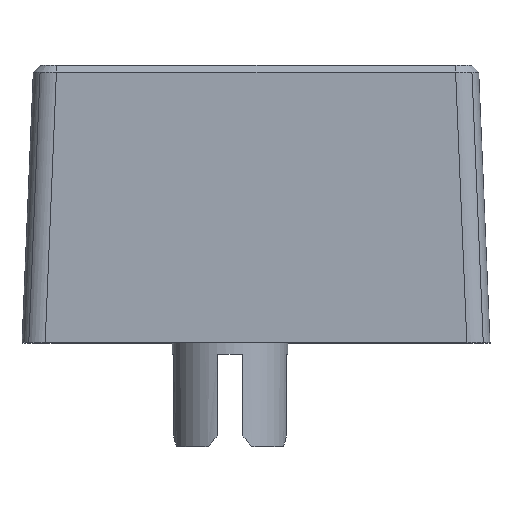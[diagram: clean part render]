
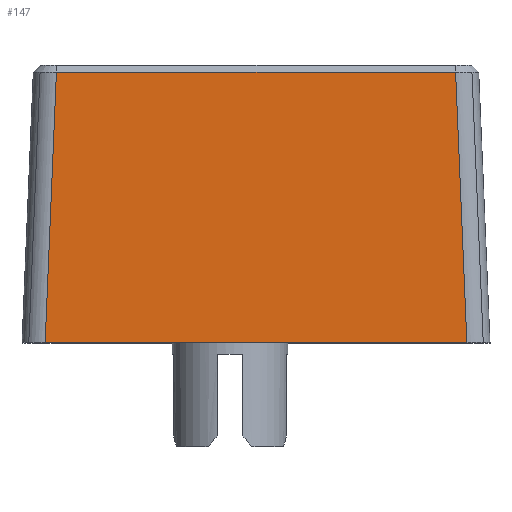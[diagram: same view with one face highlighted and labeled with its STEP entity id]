
A CAD part, top view. The second image highlights one B-rep face of the part: STEP entity #147.
In plain terms, the highlighted planar face has unit normal (0, 0, 1).
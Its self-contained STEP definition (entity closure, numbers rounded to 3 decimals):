
#147=ADVANCED_FACE('',(#311),#312,.F.);
#311=FACE_OUTER_BOUND('',#815,.T.);
#312=PLANE('',#816);
#815=EDGE_LOOP('',(#1589,#1590,#1591,#1592,#1593,#1594));
#816=AXIS2_PLACEMENT_3D('',#1595,#1596,#1597);
#1589=ORIENTED_EDGE('',*,*,#1893,.F.);
#1590=ORIENTED_EDGE('',*,*,#1755,.F.);
#1591=ORIENTED_EDGE('',*,*,#1966,.F.);
#1592=ORIENTED_EDGE('',*,*,#1967,.F.);
#1593=ORIENTED_EDGE('',*,*,#1884,.F.);
#1594=ORIENTED_EDGE('',*,*,#1881,.F.);
#1595=CARTESIAN_POINT('',(10.125,0.0,9.0));
#1596=DIRECTION('',(0.,0.,-1.));
#1597=DIRECTION('',(0.0,-1.,0.));
#1755=EDGE_CURVE('',#2004,#2006,#2007,.T.);
#1881=EDGE_CURVE('',#2224,#2226,#2227,.T.);
#1884=EDGE_CURVE('',#2226,#2219,#2231,.T.);
#1893=EDGE_CURVE('',#2006,#2224,#2245,.T.);
#1966=EDGE_CURVE('',#2357,#2004,#2358,.T.);
#1967=EDGE_CURVE('',#2219,#2357,#2359,.T.);
#2004=VERTEX_POINT('',#2413);
#2006=VERTEX_POINT('',#2415);
#2007=LINE('',#2416,#2417);
#2219=VERTEX_POINT('',#2717);
#2224=VERTEX_POINT('',#2727);
#2226=VERTEX_POINT('',#2730);
#2227=LINE('',#2731,#2732);
#2231=LINE('',#2738,#2739);
#2245=LINE('',#2762,#2763);
#2357=VERTEX_POINT('',#2986);
#2358=LINE('',#2987,#2988);
#2359=LINE('',#2989,#2990);
#2413=CARTESIAN_POINT('',(-9.124,0.0,9.0));
#2415=CARTESIAN_POINT('',(-8.637,11.7,9.));
#2416=CARTESIAN_POINT('',(-9.108,0.38,9.));
#2417=VECTOR('',#3089,10.0);
#2717=CARTESIAN_POINT('',(8.637,11.7,9.));
#2727=CARTESIAN_POINT('',(-8.624,11.7,9.));
#2730=CARTESIAN_POINT('',(8.624,11.7,9.));
#2731=CARTESIAN_POINT('',(5.063,11.7,9.));
#2732=VECTOR('',#3287,10.0);
#2738=CARTESIAN_POINT('',(8.624,11.7,9.));
#2739=VECTOR('',#3290,10.);
#2762=CARTESIAN_POINT('',(-8.637,11.7,9.));
#2763=VECTOR('',#3302,10.);
#2986=CARTESIAN_POINT('',(9.124,0.0,9.0));
#2987=CARTESIAN_POINT('',(10.125,0.0,9.0));
#2988=VECTOR('',#3393,10.0);
#2989=CARTESIAN_POINT('',(9.126,-0.042,9.));
#2990=VECTOR('',#3394,10.0);
#3089=DIRECTION('',(0.042,0.999,0.));
#3287=DIRECTION('',(1.0,0.,0.));
#3290=DIRECTION('',(1.,0.,0.));
#3302=DIRECTION('',(1.,0.,0.));
#3393=DIRECTION('',(-1.0,0.0,0.));
#3394=DIRECTION('',(0.042,-0.999,0.));
